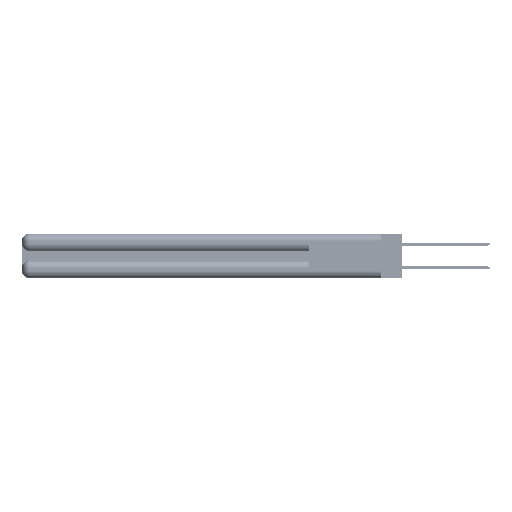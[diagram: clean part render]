
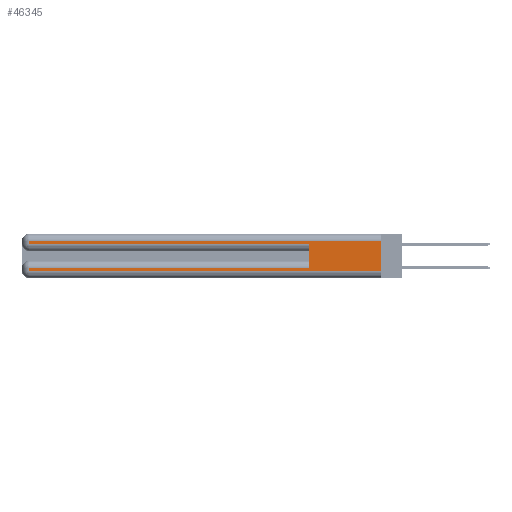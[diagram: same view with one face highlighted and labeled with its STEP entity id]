
A CAD part, left-side view. The second image highlights one B-rep face of the part: STEP entity #46345.
In plain terms, the highlighted planar face has unit normal (-1, 0, 0).
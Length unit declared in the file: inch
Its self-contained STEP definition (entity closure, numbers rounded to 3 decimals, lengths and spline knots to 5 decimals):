
#487 = DIRECTION ( 'NONE',  ( 0., 0., -1. ) ) ;
#2420 = VERTEX_POINT ( 'NONE', #57144 ) ;
#3288 = VERTEX_POINT ( 'NONE', #37973 ) ;
#3527 = DIRECTION ( 'NONE',  ( 0., 0., -1. ) ) ;
#4834 = FACE_OUTER_BOUND ( 'NONE', #56986, .T. ) ;
#4948 = LINE ( 'NONE', #39343, #57087 ) ;
#5404 = DIRECTION ( 'NONE',  ( 0., -1., 0. ) ) ;
#6388 = VERTEX_POINT ( 'NONE', #13343 ) ;
#6533 = AXIS2_PLACEMENT_3D ( 'NONE', #27107, #18184, #487 ) ;
#7322 = VERTEX_POINT ( 'NONE', #39268 ) ;
#7350 = EDGE_CURVE ( 'NONE', #3288, #41870, #17638, .T. ) ;
#8009 = LINE ( 'NONE', #23054, #52511 ) ;
#8381 = CARTESIAN_POINT ( 'NONE',  ( 0., 0., 0.31 ) ) ;
#8493 = ORIENTED_EDGE ( 'NONE', *, *, #7350, .F. ) ;
#9139 = VERTEX_POINT ( 'NONE', #36604 ) ;
#10005 = VECTOR ( 'NONE', #3527, 39.37008 ) ;
#13343 = CARTESIAN_POINT ( 'NONE',  ( 0., 0.6, 0.085 ) ) ;
#15045 = DIRECTION ( 'NONE',  ( 0., 1., 0. ) ) ;
#15861 = EDGE_CURVE ( 'NONE', #3288, #47247, #18598, .T. ) ;
#16675 = ORIENTED_EDGE ( 'NONE', *, *, #15861, .T. ) ;
#17085 = CARTESIAN_POINT ( 'NONE',  ( 0., 0., 0.37 ) ) ;
#17638 = LINE ( 'NONE', #17085, #10005 ) ;
#17838 = ORIENTED_EDGE ( 'NONE', *, *, #31963, .T. ) ;
#17866 = DIRECTION ( 'NONE',  ( 0., 1., 0. ) ) ;
#18184 = DIRECTION ( 'NONE',  ( 1., 0., 0. ) ) ;
#18598 = LINE ( 'NONE', #8381, #54775 ) ;
#19636 = EDGE_CURVE ( 'NONE', #2420, #41870, #8009, .T. ) ;
#20702 = ORIENTED_EDGE ( 'NONE', *, *, #42834, .T. ) ;
#21179 = CARTESIAN_POINT ( 'NONE',  ( 0., 2.94, 0.37 ) ) ;
#23054 = CARTESIAN_POINT ( 'NONE',  ( 0., 0., 0.06 ) ) ;
#24071 = EDGE_CURVE ( 'NONE', #7322, #33789, #56501, .T. ) ;
#24536 = LINE ( 'NONE', #32515, #48199 ) ;
#26469 = DIRECTION ( 'NONE',  ( 0., 0., 1. ) ) ;
#27107 = CARTESIAN_POINT ( 'NONE',  ( 0., 0., 0.37 ) ) ;
#30436 = EDGE_CURVE ( 'NONE', #6388, #33789, #4948, .T. ) ;
#30828 = CARTESIAN_POINT ( 'NONE',  ( 0., 0., 0.06 ) ) ;
#31963 = EDGE_CURVE ( 'NONE', #9139, #2420, #46911, .T. ) ;
#32004 = VECTOR ( 'NONE', #46901, 39.37008 ) ;
#32457 = ORIENTED_EDGE ( 'NONE', *, *, #30436, .F. ) ;
#32515 = CARTESIAN_POINT ( 'NONE',  ( 0., 0., 0.085 ) ) ;
#33764 = DIRECTION ( 'NONE',  ( 0., -1., 0. ) ) ;
#33789 = VERTEX_POINT ( 'NONE', #48043 ) ;
#34538 = ORIENTED_EDGE ( 'NONE', *, *, #56215, .T. ) ;
#36604 = CARTESIAN_POINT ( 'NONE',  ( 0., 2.94, 0.085 ) ) ;
#37959 = CARTESIAN_POINT ( 'NONE',  ( 0., 2.94, 0.37 ) ) ;
#37973 = CARTESIAN_POINT ( 'NONE',  ( 0., 0., 0.31 ) ) ;
#39268 = CARTESIAN_POINT ( 'NONE',  ( 0., 2.94, 0.285 ) ) ;
#39343 = CARTESIAN_POINT ( 'NONE',  ( 0., 0.6, 0.145 ) ) ;
#40538 = ORIENTED_EDGE ( 'NONE', *, *, #19636, .T. ) ;
#41870 = VERTEX_POINT ( 'NONE', #30828 ) ;
#42834 = EDGE_CURVE ( 'NONE', #47247, #7322, #43867, .T. ) ;
#43867 = LINE ( 'NONE', #37959, #32004 ) ;
#44819 = PLANE ( 'NONE',  #6533 ) ;
#46345 = ADVANCED_FACE ( 'NONE', ( #4834 ), #44819, .F. ) ;
#46901 = DIRECTION ( 'NONE',  ( 0., 0., -1. ) ) ;
#46911 = LINE ( 'NONE', #21179, #48301 ) ;
#47247 = VERTEX_POINT ( 'NONE', #50749 ) ;
#48043 = CARTESIAN_POINT ( 'NONE',  ( 0., 0.6, 0.285 ) ) ;
#48199 = VECTOR ( 'NONE', #15045, 39.37008 ) ;
#48301 = VECTOR ( 'NONE', #50497, 39.37008 ) ;
#50497 = DIRECTION ( 'NONE',  ( 0., 0., -1. ) ) ;
#50749 = CARTESIAN_POINT ( 'NONE',  ( 0., 2.94, 0.31 ) ) ;
#52511 = VECTOR ( 'NONE', #5404, 39.37008 ) ;
#54158 = ORIENTED_EDGE ( 'NONE', *, *, #24071, .T. ) ;
#54296 = VECTOR ( 'NONE', #33764, 39.37008 ) ;
#54775 = VECTOR ( 'NONE', #17866, 39.37008 ) ;
#54818 = CARTESIAN_POINT ( 'NONE',  ( 0., 0., 0.285 ) ) ;
#56215 = EDGE_CURVE ( 'NONE', #6388, #9139, #24536, .T. ) ;
#56501 = LINE ( 'NONE', #54818, #54296 ) ;
#56986 = EDGE_LOOP ( 'NONE', ( #8493, #16675, #20702, #54158, #32457, #34538, #17838, #40538 ) ) ;
#57087 = VECTOR ( 'NONE', #26469, 39.37008 ) ;
#57144 = CARTESIAN_POINT ( 'NONE',  ( 0., 2.94, 0.06 ) ) ;
